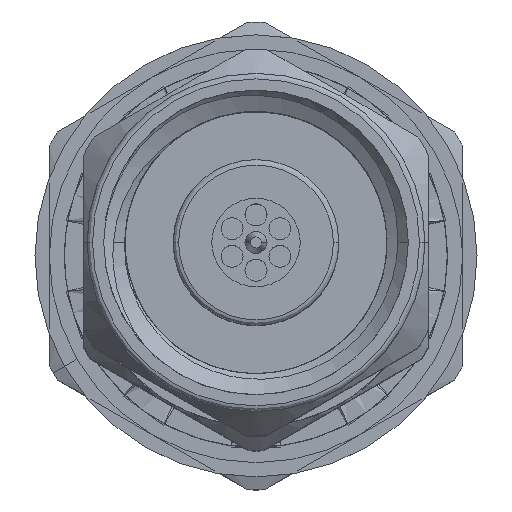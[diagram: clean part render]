
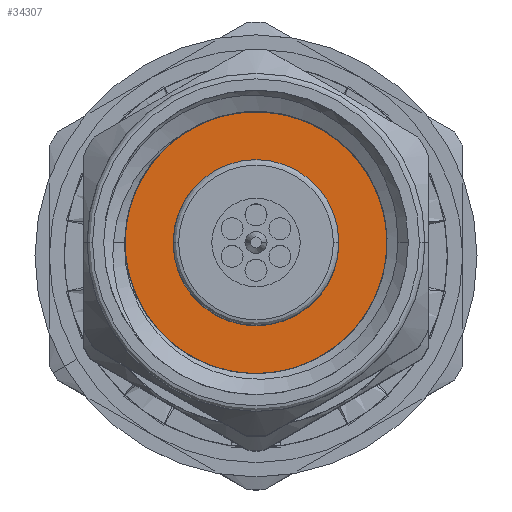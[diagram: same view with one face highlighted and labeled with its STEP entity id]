
A CAD part, top view. The second image highlights one B-rep face of the part: STEP entity #34307.
In plain terms, the highlighted face is planar.
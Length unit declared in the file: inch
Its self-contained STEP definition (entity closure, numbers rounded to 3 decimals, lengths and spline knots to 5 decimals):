
#1023 = DIRECTION ( 'NONE',  ( 0., 0., 1. ) ) ;
#1664 = AXIS2_PLACEMENT_3D ( 'NONE', #33729, #7367, #33921 ) ;
#6754 = CARTESIAN_POINT ( 'NONE',  ( 0.3, 0., 0.1378 ) ) ;
#7367 = DIRECTION ( 'NONE',  ( -1., 0., 0. ) ) ;
#7807 = VERTEX_POINT ( 'NONE', #36409 ) ;
#8184 = EDGE_LOOP ( 'NONE', ( #29381, #34314 ) ) ;
#10689 = DIRECTION ( 'NONE',  ( 0., 0., 1. ) ) ;
#16956 = VERTEX_POINT ( 'NONE', #6754 ) ;
#18370 = CIRCLE ( 'NONE', #1664, 0.1378 ) ;
#21141 = AXIS2_PLACEMENT_3D ( 'NONE', #38029, #25415, #10689 ) ;
#21937 = DIRECTION ( 'NONE',  ( -1., 0., 0. ) ) ;
#23336 = EDGE_CURVE ( 'NONE', #7807, #16956, #37876, .T. ) ;
#25415 = DIRECTION ( 'NONE',  ( -1., 0., 0. ) ) ;
#27571 = PLANE ( 'NONE',  #33210 ) ;
#29381 = ORIENTED_EDGE ( 'NONE', *, *, #36476, .T. ) ;
#30292 = CARTESIAN_POINT ( 'NONE',  ( 0.3, 0., 0. ) ) ;
#30486 = FACE_OUTER_BOUND ( 'NONE', #8184, .T. ) ;
#33210 = AXIS2_PLACEMENT_3D ( 'NONE', #30292, #21937, #1023 ) ;
#33729 = CARTESIAN_POINT ( 'NONE',  ( 0.3, 0., 0. ) ) ;
#33921 = DIRECTION ( 'NONE',  ( 0., 0., 1. ) ) ;
#34307 = ADVANCED_FACE ( 'NONE', ( #30486 ), #27571, .T. ) ;
#34314 = ORIENTED_EDGE ( 'NONE', *, *, #23336, .T. ) ;
#36409 = CARTESIAN_POINT ( 'NONE',  ( 0.3, 0., -0.1378 ) ) ;
#36476 = EDGE_CURVE ( 'NONE', #16956, #7807, #18370, .T. ) ;
#37876 = CIRCLE ( 'NONE', #21141, 0.1378 ) ;
#38029 = CARTESIAN_POINT ( 'NONE',  ( 0.3, 0., 0. ) ) ;
